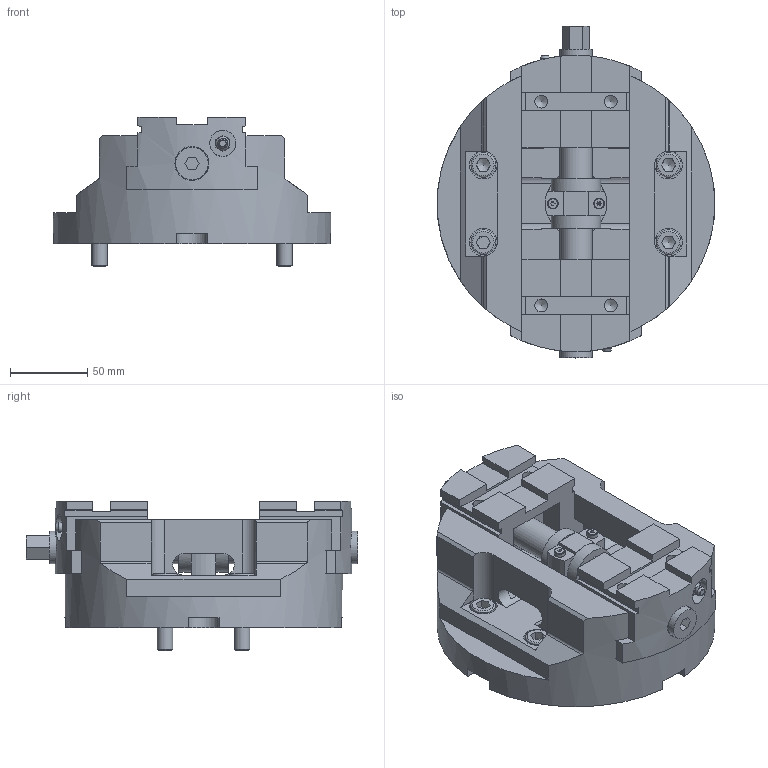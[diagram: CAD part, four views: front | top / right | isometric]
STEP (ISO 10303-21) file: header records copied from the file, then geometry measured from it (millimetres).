
FILE_DESCRIPTION(/* description */ ('Kunde (verstellbar)'),/* implementation_level */ '2;1');
FILE_NAME(/* name */ '200-0180-010_Kunde (verstellbar).stp',/* time_stamp */ '2022-11-15T13:23:33+01:00',/* author */ ('Chiacchiera'),/* organization */ (''),/* preprocessor_version */ 'ST-DEVELOPER v19.2',/* originating_system */ 'Autodesk Inventor 2023',/* authorisation */ '');
FILE_SCHEMA (('AUTOMOTIVE_DESIGN { 1 0 10303 214 3 1 1 }'));
Length unit declared in the file: millimetre
Products named in the file (3): 200-0180-010; 200-0180-010_1; 200-0180-010_2
Assembly tree (3 placements, depth 2):
  200-0180-010
    200-0180-010_1
    200-0180-010_2  x2
Bounding box: 179.94 x 215 x 97 mm (x, y, z)
Volume: 1418522.2 mm3; surface area: 199728.9 mm2
Topology: 3 solids, 3 shells, 450 faces, 1154 edges, 749 vertices
Faces by surface type: plane 295, cylinder 79, cone 58, torus 16, sphere 2
Full cylindrical faces by diameter (mm): 4.917 x4, 7 x2, 8.376 x8, 10 x4, 10.106 x1, 11 x4, 13 x6, 15 x6, 16 x8, 17 x2, 18 x4, 21 x2, 22 x2, 25 x1, 32 x2, 75 x1, 76 x1, 180 x1
Entity records: 11933 total; most frequent: CARTESIAN_POINT 2339, ORIENTED_EDGE 1896, DIRECTION 1876, EDGE_CURVE 948, AXIS2_PLACEMENT_3D 665, VERTEX_POINT 631, LINE 546, VECTOR 546
